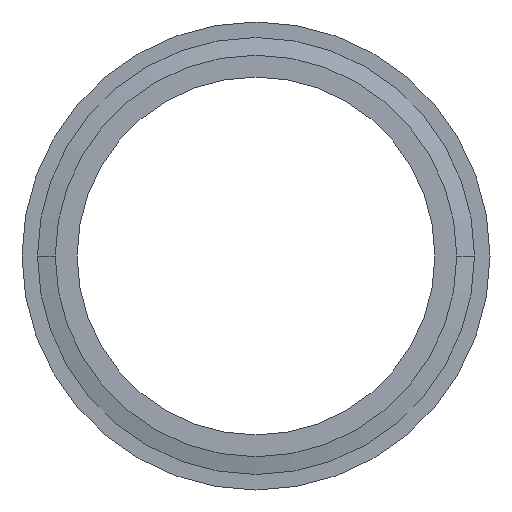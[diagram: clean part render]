
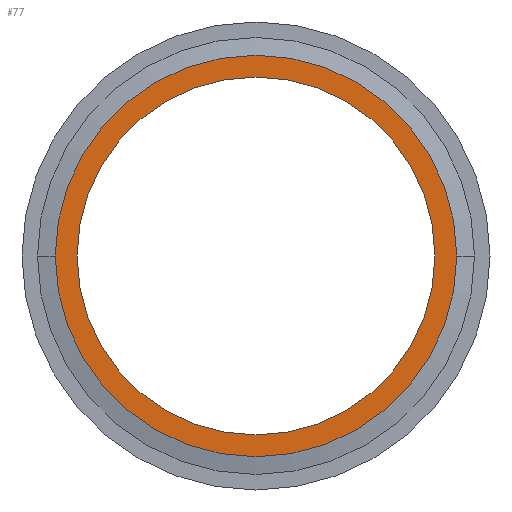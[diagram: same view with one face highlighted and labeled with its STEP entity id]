
A CAD part, front view. The second image highlights one B-rep face of the part: STEP entity #77.
In plain terms, the highlighted planar face has unit normal (0, -1, 0).
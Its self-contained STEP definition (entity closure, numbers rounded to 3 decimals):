
#77=ADVANCED_FACE('',(#112,#113),#114,.F.);
#112=FACE_OUTER_BOUND('',#156,.T.);
#113=FACE_BOUND('',#157,.T.);
#114=PLANE('',#158);
#156=EDGE_LOOP('',(#258,#259));
#157=EDGE_LOOP('',(#260,#261));
#158=AXIS2_PLACEMENT_3D('',#262,#263,#264);
#258=ORIENTED_EDGE('',*,*,#336,.F.);
#259=ORIENTED_EDGE('',*,*,#339,.T.);
#260=ORIENTED_EDGE('',*,*,#340,.F.);
#261=ORIENTED_EDGE('',*,*,#341,.T.);
#262=CARTESIAN_POINT('',(0.0,-0.15,0.0));
#263=DIRECTION('',(0.0,1.0,0.0));
#264=DIRECTION('',(1.0,0.0,-0.0));
#336=EDGE_CURVE('',#390,#391,#392,.T.);
#339=EDGE_CURVE('',#390,#391,#395,.T.);
#340=EDGE_CURVE('',#396,#397,#398,.T.);
#341=EDGE_CURVE('',#396,#397,#399,.T.);
#390=VERTEX_POINT('',#462);
#391=VERTEX_POINT('',#463);
#392=CIRCLE('',#464,16.945);
#395=CIRCLE('',#469,16.945);
#396=VERTEX_POINT('',#470);
#397=VERTEX_POINT('',#471);
#398=CIRCLE('',#472,15.1);
#399=CIRCLE('',#473,15.1);
#462=CARTESIAN_POINT('',(-16.945,-0.15,0.0));
#463=CARTESIAN_POINT('',(16.945,-0.15,0.0));
#464=AXIS2_PLACEMENT_3D('',#548,#549,#550);
#469=AXIS2_PLACEMENT_3D('',#553,#554,#555);
#470=CARTESIAN_POINT('',(-15.1,-0.15,0.0));
#471=CARTESIAN_POINT('',(15.1,-0.15,0.0));
#472=AXIS2_PLACEMENT_3D('',#556,#557,#558);
#473=AXIS2_PLACEMENT_3D('',#559,#560,#561);
#548=CARTESIAN_POINT('',(0.0,-0.15,0.0));
#549=DIRECTION('',(0.0,1.0,0.0));
#550=DIRECTION('',(-1.0,0.0,0.0));
#553=CARTESIAN_POINT('',(0.0,-0.15,0.0));
#554=DIRECTION('',(0.0,-1.0,0.0));
#555=DIRECTION('',(-1.0,0.0,0.0));
#556=CARTESIAN_POINT('',(0.0,-0.15,0.0));
#557=DIRECTION('',(0.0,-1.0,0.0));
#558=DIRECTION('',(-1.0,0.0,0.0));
#559=CARTESIAN_POINT('',(0.0,-0.15,0.0));
#560=DIRECTION('',(0.0,1.0,0.0));
#561=DIRECTION('',(-1.0,0.0,0.0));
